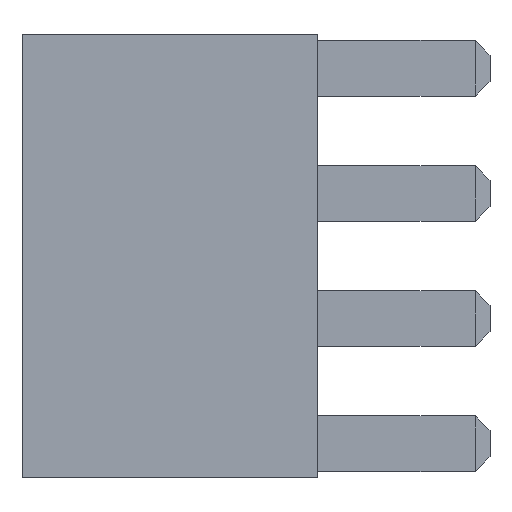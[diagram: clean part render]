
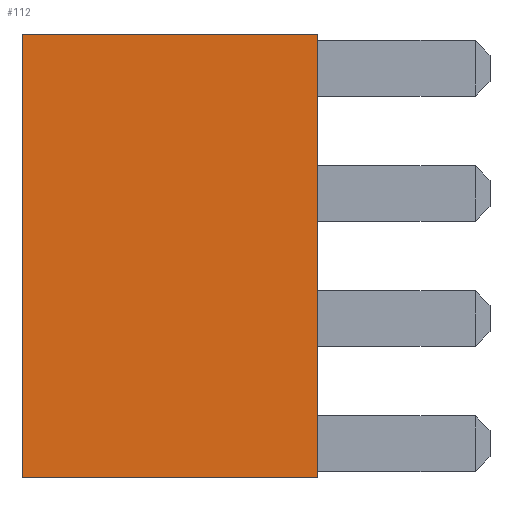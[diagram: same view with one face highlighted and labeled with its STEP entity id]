
A CAD part, left-side view. The second image highlights one B-rep face of the part: STEP entity #112.
In plain terms, the highlighted planar face has unit normal (-1, 0, 0).
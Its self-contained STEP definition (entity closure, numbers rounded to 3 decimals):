
#37 = PLANE ( 'NONE',  #1448 ) ;
#112 = ADVANCED_FACE ( 'NONE', ( #323 ), #37, .F. ) ;
#139 = EDGE_CURVE ( 'NONE', #1275, #1033, #3095, .T. ) ;
#162 = LINE ( 'NONE', #2013, #1738 ) ;
#198 = CARTESIAN_POINT ( 'NONE',  ( -4.5, 0., -4.5 ) ) ;
#323 = FACE_OUTER_BOUND ( 'NONE', #703, .T. ) ;
#371 = DIRECTION ( 'NONE',  ( 1., 0., 0. ) ) ;
#457 = CARTESIAN_POINT ( 'NONE',  ( -4.5, 6., -4.5 ) ) ;
#703 = EDGE_LOOP ( 'NONE', ( #2805, #2860, #1572, #2403 ) ) ;
#725 = VERTEX_POINT ( 'NONE', #1353 ) ;
#1033 = VERTEX_POINT ( 'NONE', #2893 ) ;
#1275 = VERTEX_POINT ( 'NONE', #198 ) ;
#1301 = CARTESIAN_POINT ( 'NONE',  ( -4.5, 0., -4.5 ) ) ;
#1353 = CARTESIAN_POINT ( 'NONE',  ( -4.5, 6., -4.5 ) ) ;
#1448 = AXIS2_PLACEMENT_3D ( 'NONE', #2233, #371, #2882 ) ;
#1561 = DIRECTION ( 'NONE',  ( 0., 0., 1. ) ) ;
#1572 = ORIENTED_EDGE ( 'NONE', *, *, #2629, .F. ) ;
#1738 = VECTOR ( 'NONE', #2048, 1000. ) ;
#1847 = DIRECTION ( 'NONE',  ( 0., 0., 1. ) ) ;
#2013 = CARTESIAN_POINT ( 'NONE',  ( -4.5, 6., 4.5 ) ) ;
#2048 = DIRECTION ( 'NONE',  ( 0., -1., 0. ) ) ;
#2081 = DIRECTION ( 'NONE',  ( 0., -1., 0. ) ) ;
#2226 = VECTOR ( 'NONE', #1847, 1000. ) ;
#2233 = CARTESIAN_POINT ( 'NONE',  ( -4.5, 6., -4.5 ) ) ;
#2349 = CARTESIAN_POINT ( 'NONE',  ( -4.5, 6., 4.5 ) ) ;
#2375 = EDGE_CURVE ( 'NONE', #3204, #1033, #162, .T. ) ;
#2403 = ORIENTED_EDGE ( 'NONE', *, *, #3799, .T. ) ;
#2629 = EDGE_CURVE ( 'NONE', #725, #3204, #2915, .T. ) ;
#2729 = VECTOR ( 'NONE', #2081, 1000. ) ;
#2805 = ORIENTED_EDGE ( 'NONE', *, *, #139, .T. ) ;
#2860 = ORIENTED_EDGE ( 'NONE', *, *, #2375, .F. ) ;
#2882 = DIRECTION ( 'NONE',  ( 0., 0., -1. ) ) ;
#2893 = CARTESIAN_POINT ( 'NONE',  ( -4.5, 0., 4.5 ) ) ;
#2915 = LINE ( 'NONE', #3464, #2226 ) ;
#3095 = LINE ( 'NONE', #1301, #3757 ) ;
#3204 = VERTEX_POINT ( 'NONE', #2349 ) ;
#3232 = LINE ( 'NONE', #457, #2729 ) ;
#3464 = CARTESIAN_POINT ( 'NONE',  ( -4.5, 6., -4.5 ) ) ;
#3757 = VECTOR ( 'NONE', #1561, 1000. ) ;
#3799 = EDGE_CURVE ( 'NONE', #725, #1275, #3232, .T. ) ;
